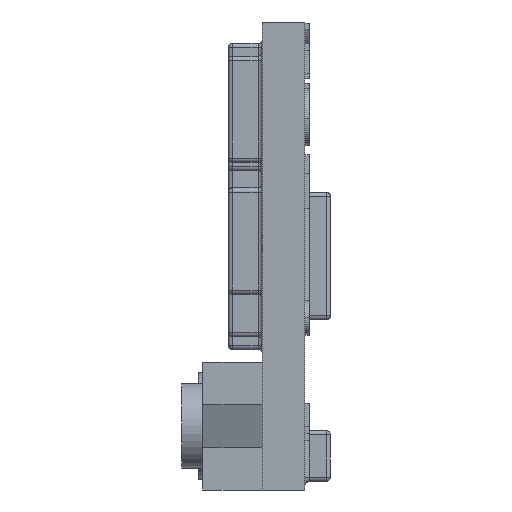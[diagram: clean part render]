
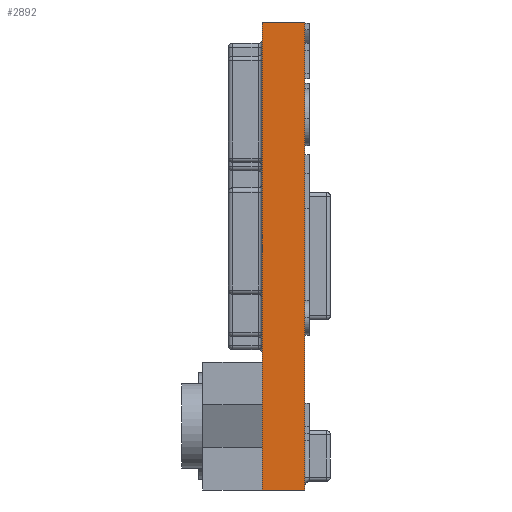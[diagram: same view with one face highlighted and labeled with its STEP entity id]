
A CAD part, left-side view. The second image highlights one B-rep face of the part: STEP entity #2892.
In plain terms, the highlighted planar face has unit normal (-1, 0, 0).
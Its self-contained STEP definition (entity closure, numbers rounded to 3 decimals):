
#733 = VECTOR ( 'NONE', #18369, 1000. ) ;
#1043 = VERTEX_POINT ( 'NONE', #9685 ) ;
#1793 = CARTESIAN_POINT ( 'NONE',  ( 0., 1., 0. ) ) ;
#2892 = ADVANCED_FACE ( 'NONE', ( #28804 ), #17852, .F. ) ;
#2967 = CARTESIAN_POINT ( 'NONE',  ( 0., 0., 0. ) ) ;
#4281 = ORIENTED_EDGE ( 'NONE', *, *, #19884, .T. ) ;
#4938 = CARTESIAN_POINT ( 'NONE',  ( 0., 1., 0. ) ) ;
#6422 = CARTESIAN_POINT ( 'NONE',  ( 0., 0., 0. ) ) ;
#6439 = EDGE_CURVE ( 'NONE', #12240, #1043, #8921, .T. ) ;
#8921 = LINE ( 'NONE', #28503, #24339 ) ;
#9301 = ORIENTED_EDGE ( 'NONE', *, *, #15903, .F. ) ;
#9590 = CARTESIAN_POINT ( 'NONE',  ( 0., 1., 0. ) ) ;
#9685 = CARTESIAN_POINT ( 'NONE',  ( 0., 0., -11. ) ) ;
#10571 = ORIENTED_EDGE ( 'NONE', *, *, #6439, .T. ) ;
#11380 = VERTEX_POINT ( 'NONE', #6422 ) ;
#12240 = VERTEX_POINT ( 'NONE', #15932 ) ;
#14922 = EDGE_CURVE ( 'NONE', #12240, #20334, #26963, .T. ) ;
#15903 = EDGE_CURVE ( 'NONE', #20334, #11380, #22387, .T. ) ;
#15932 = CARTESIAN_POINT ( 'NONE',  ( 0., 1., -11. ) ) ;
#16432 = AXIS2_PLACEMENT_3D ( 'NONE', #9590, #23724, #28971 ) ;
#17852 = PLANE ( 'NONE',  #16432 ) ;
#18369 = DIRECTION ( 'NONE',  ( 0., 0., 1. ) ) ;
#19884 = EDGE_CURVE ( 'NONE', #1043, #11380, #30440, .T. ) ;
#19885 = DIRECTION ( 'NONE',  ( 0., 0., 1. ) ) ;
#20334 = VERTEX_POINT ( 'NONE', #4938 ) ;
#22217 = CARTESIAN_POINT ( 'NONE',  ( 0., 1., 0. ) ) ;
#22387 = LINE ( 'NONE', #22217, #28459 ) ;
#23724 = DIRECTION ( 'NONE',  ( 1., 0., 0. ) ) ;
#24339 = VECTOR ( 'NONE', #34319, 1000. ) ;
#25521 = ORIENTED_EDGE ( 'NONE', *, *, #14922, .F. ) ;
#26963 = LINE ( 'NONE', #1793, #733 ) ;
#28345 = EDGE_LOOP ( 'NONE', ( #4281, #9301, #25521, #10571 ) ) ;
#28459 = VECTOR ( 'NONE', #30552, 1000. ) ;
#28503 = CARTESIAN_POINT ( 'NONE',  ( 0., 1., -11. ) ) ;
#28804 = FACE_OUTER_BOUND ( 'NONE', #28345, .T. ) ;
#28971 = DIRECTION ( 'NONE',  ( 0., 0., -1. ) ) ;
#29025 = VECTOR ( 'NONE', #19885, 1000. ) ;
#30440 = LINE ( 'NONE', #2967, #29025 ) ;
#30552 = DIRECTION ( 'NONE',  ( 0., -1., 0. ) ) ;
#34319 = DIRECTION ( 'NONE',  ( 0., -1., 0. ) ) ;
